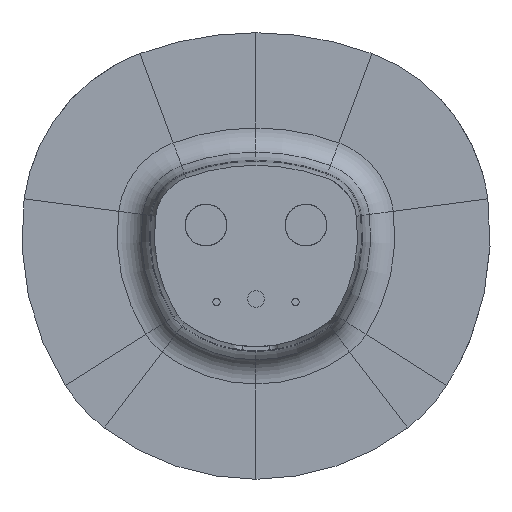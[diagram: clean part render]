
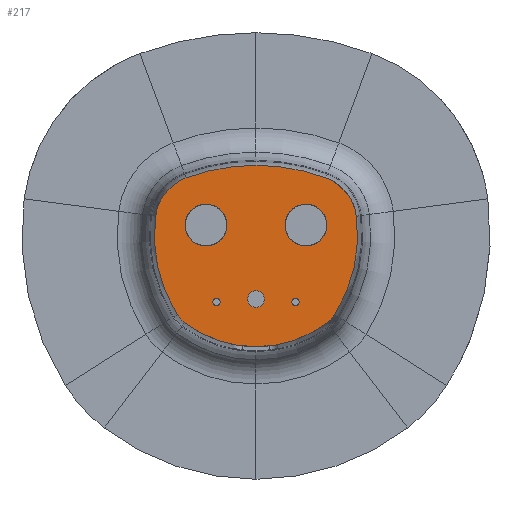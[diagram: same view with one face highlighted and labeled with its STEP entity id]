
A CAD part, left-side view. The second image highlights one B-rep face of the part: STEP entity #217.
In plain terms, the highlighted face is planar.
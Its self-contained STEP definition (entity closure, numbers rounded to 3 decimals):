
#40=CARTESIAN_POINT('Axis2P3D Location',(0.,0.,-3.76)) ;
#45=CARTESIAN_POINT('Axis2P3D Location',(11.228,0.304,-3.76)) ;
#49=CARTESIAN_POINT('Vertex',(15.322,-5.062,-3.76)) ;
#51=CARTESIAN_POINT('Vertex',(16.927,-3.313,-3.76)) ;
#54=CARTESIAN_POINT('Axis2P3D Location',(0.,15.02,-3.76)) ;
#58=CARTESIAN_POINT('Vertex',(0.,-10.24,-3.76)) ;
#61=CARTESIAN_POINT('Axis2P3D Location',(0.,15.02,-3.76)) ;
#65=CARTESIAN_POINT('Vertex',(-15.322,-5.062,-3.76)) ;
#68=CARTESIAN_POINT('Axis2P3D Location',(-11.228,0.304,-3.76)) ;
#72=CARTESIAN_POINT('Vertex',(-16.927,-3.313,-3.76)) ;
#75=CARTESIAN_POINT('Axis2P3D Location',(9.88,13.7,-3.76)) ;
#79=CARTESIAN_POINT('Vertex',(-21.599,17.84,-3.76)) ;
#82=CARTESIAN_POINT('Axis2P3D Location',(-11.486,16.51,-3.76)) ;
#86=CARTESIAN_POINT('Vertex',(-15.039,26.071,-3.76)) ;
#89=CARTESIAN_POINT('Axis2P3D Location',(0.,-14.4,-3.76)) ;
#93=CARTESIAN_POINT('Vertex',(0.,28.775,-3.76)) ;
#96=CARTESIAN_POINT('Axis2P3D Location',(0.,-14.4,-3.76)) ;
#100=CARTESIAN_POINT('Vertex',(15.039,26.071,-3.76)) ;
#103=CARTESIAN_POINT('Axis2P3D Location',(11.486,16.51,-3.76)) ;
#107=CARTESIAN_POINT('Vertex',(21.599,17.84,-3.76)) ;
#110=CARTESIAN_POINT('Axis2P3D Location',(-9.88,13.7,-3.76)) ;
#127=CARTESIAN_POINT('Axis2P3D Location',(-8.5,-0.6,-3.76)) ;
#131=CARTESIAN_POINT('Vertex',(-9.288,-0.6,-3.76)) ;
#133=CARTESIAN_POINT('Vertex',(-7.713,-0.6,-3.76)) ;
#136=CARTESIAN_POINT('Axis2P3D Location',(-8.5,-0.6,-3.76)) ;
#145=CARTESIAN_POINT('Axis2P3D Location',(-10.75,15.925,-3.76)) ;
#149=CARTESIAN_POINT('Vertex',(-15.238,15.925,-3.76)) ;
#151=CARTESIAN_POINT('Vertex',(-6.263,15.925,-3.76)) ;
#154=CARTESIAN_POINT('Axis2P3D Location',(-10.75,15.925,-3.76)) ;
#163=CARTESIAN_POINT('Axis2P3D Location',(0.,0.,-3.76)) ;
#167=CARTESIAN_POINT('Vertex',(-1.788,0.,-3.76)) ;
#169=CARTESIAN_POINT('Vertex',(1.788,0.,-3.76)) ;
#172=CARTESIAN_POINT('Axis2P3D Location',(0.,0.,-3.76)) ;
#181=CARTESIAN_POINT('Axis2P3D Location',(10.75,15.925,-3.76)) ;
#185=CARTESIAN_POINT('Vertex',(15.238,15.925,-3.76)) ;
#187=CARTESIAN_POINT('Vertex',(6.263,15.925,-3.76)) ;
#190=CARTESIAN_POINT('Axis2P3D Location',(10.75,15.925,-3.76)) ;
#199=CARTESIAN_POINT('Axis2P3D Location',(8.5,-0.6,-3.76)) ;
#203=CARTESIAN_POINT('Vertex',(9.288,-0.6,-3.76)) ;
#205=CARTESIAN_POINT('Vertex',(7.713,-0.6,-3.76)) ;
#208=CARTESIAN_POINT('Axis2P3D Location',(8.5,-0.6,-3.76)) ;
#41=DIRECTION('Axis2P3D Direction',(0.,0.,1.)) ;
#42=DIRECTION('Axis2P3D XDirection',(1.,0.,0.)) ;
#46=DIRECTION('Axis2P3D Direction',(0.,0.,1.)) ;
#55=DIRECTION('Axis2P3D Direction',(0.,0.,1.)) ;
#62=DIRECTION('Axis2P3D Direction',(0.,0.,1.)) ;
#69=DIRECTION('Axis2P3D Direction',(0.,0.,1.)) ;
#76=DIRECTION('Axis2P3D Direction',(0.,0.,1.)) ;
#83=DIRECTION('Axis2P3D Direction',(0.,0.,1.)) ;
#90=DIRECTION('Axis2P3D Direction',(0.,0.,1.)) ;
#97=DIRECTION('Axis2P3D Direction',(0.,0.,1.)) ;
#104=DIRECTION('Axis2P3D Direction',(0.,0.,1.)) ;
#111=DIRECTION('Axis2P3D Direction',(0.,0.,1.)) ;
#128=DIRECTION('Axis2P3D Direction',(0.,0.,1.)) ;
#137=DIRECTION('Axis2P3D Direction',(0.,0.,1.)) ;
#146=DIRECTION('Axis2P3D Direction',(0.,0.,1.)) ;
#155=DIRECTION('Axis2P3D Direction',(0.,0.,1.)) ;
#164=DIRECTION('Axis2P3D Direction',(0.,0.,1.)) ;
#173=DIRECTION('Axis2P3D Direction',(0.,0.,1.)) ;
#182=DIRECTION('Axis2P3D Direction',(0.,0.,1.)) ;
#191=DIRECTION('Axis2P3D Direction',(0.,0.,1.)) ;
#200=DIRECTION('Axis2P3D Direction',(0.,0.,1.)) ;
#209=DIRECTION('Axis2P3D Direction',(0.,0.,1.)) ;
#43=AXIS2_PLACEMENT_3D('Plane Axis2P3D',#40,#41,#42) ;
#47=AXIS2_PLACEMENT_3D('Circle Axis2P3D',#45,#46,$) ;
#56=AXIS2_PLACEMENT_3D('Circle Axis2P3D',#54,#55,$) ;
#63=AXIS2_PLACEMENT_3D('Circle Axis2P3D',#61,#62,$) ;
#70=AXIS2_PLACEMENT_3D('Circle Axis2P3D',#68,#69,$) ;
#77=AXIS2_PLACEMENT_3D('Circle Axis2P3D',#75,#76,$) ;
#84=AXIS2_PLACEMENT_3D('Circle Axis2P3D',#82,#83,$) ;
#91=AXIS2_PLACEMENT_3D('Circle Axis2P3D',#89,#90,$) ;
#98=AXIS2_PLACEMENT_3D('Circle Axis2P3D',#96,#97,$) ;
#105=AXIS2_PLACEMENT_3D('Circle Axis2P3D',#103,#104,$) ;
#112=AXIS2_PLACEMENT_3D('Circle Axis2P3D',#110,#111,$) ;
#129=AXIS2_PLACEMENT_3D('Circle Axis2P3D',#127,#128,$) ;
#138=AXIS2_PLACEMENT_3D('Circle Axis2P3D',#136,#137,$) ;
#147=AXIS2_PLACEMENT_3D('Circle Axis2P3D',#145,#146,$) ;
#156=AXIS2_PLACEMENT_3D('Circle Axis2P3D',#154,#155,$) ;
#165=AXIS2_PLACEMENT_3D('Circle Axis2P3D',#163,#164,$) ;
#174=AXIS2_PLACEMENT_3D('Circle Axis2P3D',#172,#173,$) ;
#183=AXIS2_PLACEMENT_3D('Circle Axis2P3D',#181,#182,$) ;
#192=AXIS2_PLACEMENT_3D('Circle Axis2P3D',#190,#191,$) ;
#201=AXIS2_PLACEMENT_3D('Circle Axis2P3D',#199,#200,$) ;
#210=AXIS2_PLACEMENT_3D('Circle Axis2P3D',#208,#209,$) ;
#48=CIRCLE('generated circle',#47,6.75) ;
#57=CIRCLE('generated circle',#56,25.26) ;
#64=CIRCLE('generated circle',#63,25.26) ;
#71=CIRCLE('generated circle',#70,6.75) ;
#78=CIRCLE('generated circle',#77,31.75) ;
#85=CIRCLE('generated circle',#84,10.2) ;
#92=CIRCLE('generated circle',#91,43.175) ;
#99=CIRCLE('generated circle',#98,43.175) ;
#106=CIRCLE('generated circle',#105,10.2) ;
#113=CIRCLE('generated circle',#112,31.75) ;
#130=CIRCLE('generated circle',#129,0.788) ;
#139=CIRCLE('generated circle',#138,0.788) ;
#148=CIRCLE('generated circle',#147,4.488) ;
#157=CIRCLE('generated circle',#156,4.488) ;
#166=CIRCLE('generated circle',#165,1.788) ;
#175=CIRCLE('generated circle',#174,1.788) ;
#184=CIRCLE('generated circle',#183,4.488) ;
#193=CIRCLE('generated circle',#192,4.488) ;
#202=CIRCLE('generated circle',#201,0.788) ;
#211=CIRCLE('generated circle',#210,0.788) ;
#44=PLANE('',#43) ;
#144=FACE_BOUND('',#141,.T.) ;
#162=FACE_BOUND('',#159,.T.) ;
#180=FACE_BOUND('',#177,.T.) ;
#198=FACE_BOUND('',#195,.T.) ;
#216=FACE_BOUND('',#213,.T.) ;
#53=EDGE_CURVE('',#50,#52,#48,.T.) ;
#60=EDGE_CURVE('',#59,#50,#57,.T.) ;
#67=EDGE_CURVE('',#66,#59,#64,.T.) ;
#74=EDGE_CURVE('',#73,#66,#71,.T.) ;
#81=EDGE_CURVE('',#80,#73,#78,.T.) ;
#88=EDGE_CURVE('',#87,#80,#85,.T.) ;
#95=EDGE_CURVE('',#94,#87,#92,.T.) ;
#102=EDGE_CURVE('',#101,#94,#99,.T.) ;
#109=EDGE_CURVE('',#108,#101,#106,.T.) ;
#114=EDGE_CURVE('',#52,#108,#113,.T.) ;
#135=EDGE_CURVE('',#132,#134,#130,.T.) ;
#140=EDGE_CURVE('',#134,#132,#139,.T.) ;
#153=EDGE_CURVE('',#150,#152,#148,.T.) ;
#158=EDGE_CURVE('',#152,#150,#157,.T.) ;
#171=EDGE_CURVE('',#168,#170,#166,.T.) ;
#176=EDGE_CURVE('',#170,#168,#175,.T.) ;
#189=EDGE_CURVE('',#186,#188,#184,.T.) ;
#194=EDGE_CURVE('',#188,#186,#193,.T.) ;
#207=EDGE_CURVE('',#204,#206,#202,.T.) ;
#212=EDGE_CURVE('',#206,#204,#211,.T.) ;
#115=EDGE_LOOP('',(#116,#117,#118,#119,#120,#121,#122,#123,#124,#125)) ;
#141=EDGE_LOOP('',(#142,#143)) ;
#159=EDGE_LOOP('',(#160,#161)) ;
#177=EDGE_LOOP('',(#178,#179)) ;
#195=EDGE_LOOP('',(#196,#197)) ;
#213=EDGE_LOOP('',(#214,#215)) ;
#116=ORIENTED_EDGE('',*,*,#53,.F.) ;
#117=ORIENTED_EDGE('',*,*,#60,.F.) ;
#118=ORIENTED_EDGE('',*,*,#67,.F.) ;
#119=ORIENTED_EDGE('',*,*,#74,.F.) ;
#120=ORIENTED_EDGE('',*,*,#81,.F.) ;
#121=ORIENTED_EDGE('',*,*,#88,.F.) ;
#122=ORIENTED_EDGE('',*,*,#95,.F.) ;
#123=ORIENTED_EDGE('',*,*,#102,.F.) ;
#124=ORIENTED_EDGE('',*,*,#109,.F.) ;
#125=ORIENTED_EDGE('',*,*,#114,.F.) ;
#142=ORIENTED_EDGE('',*,*,#135,.T.) ;
#143=ORIENTED_EDGE('',*,*,#140,.T.) ;
#160=ORIENTED_EDGE('',*,*,#153,.T.) ;
#161=ORIENTED_EDGE('',*,*,#158,.T.) ;
#178=ORIENTED_EDGE('',*,*,#171,.T.) ;
#179=ORIENTED_EDGE('',*,*,#176,.T.) ;
#196=ORIENTED_EDGE('',*,*,#189,.T.) ;
#197=ORIENTED_EDGE('',*,*,#194,.T.) ;
#214=ORIENTED_EDGE('',*,*,#207,.T.) ;
#215=ORIENTED_EDGE('',*,*,#212,.T.) ;
#50=VERTEX_POINT('',#49) ;
#52=VERTEX_POINT('',#51) ;
#59=VERTEX_POINT('',#58) ;
#66=VERTEX_POINT('',#65) ;
#73=VERTEX_POINT('',#72) ;
#80=VERTEX_POINT('',#79) ;
#87=VERTEX_POINT('',#86) ;
#94=VERTEX_POINT('',#93) ;
#101=VERTEX_POINT('',#100) ;
#108=VERTEX_POINT('',#107) ;
#132=VERTEX_POINT('',#131) ;
#134=VERTEX_POINT('',#133) ;
#150=VERTEX_POINT('',#149) ;
#152=VERTEX_POINT('',#151) ;
#168=VERTEX_POINT('',#167) ;
#170=VERTEX_POINT('',#169) ;
#186=VERTEX_POINT('',#185) ;
#188=VERTEX_POINT('',#187) ;
#204=VERTEX_POINT('',#203) ;
#206=VERTEX_POINT('',#205) ;
#217=ADVANCED_FACE('INLET NOM',(#126,#144,#162,#180,#198,#216),#44,.F.) ;
#126=FACE_OUTER_BOUND('',#115,.T.) ;
